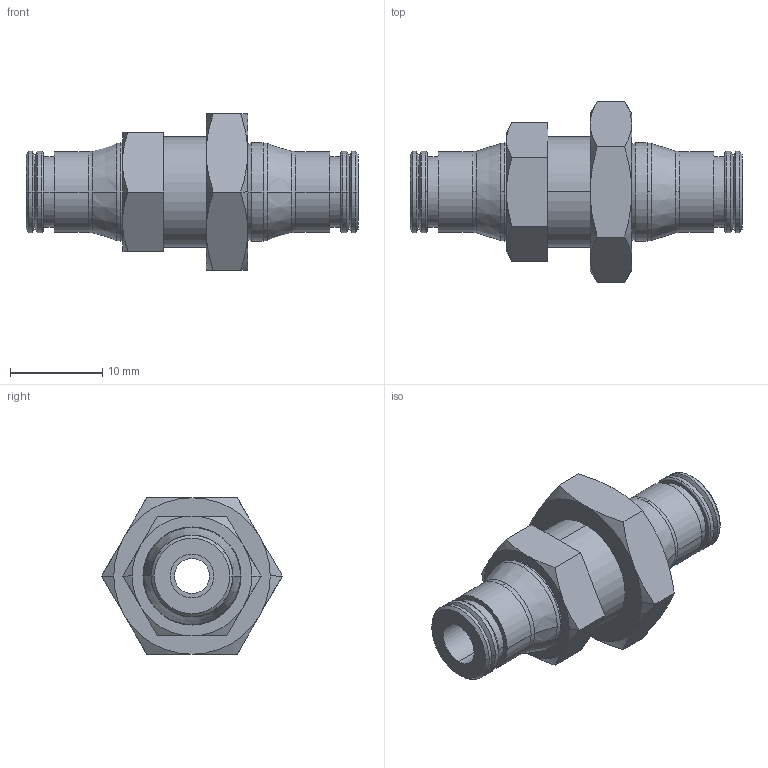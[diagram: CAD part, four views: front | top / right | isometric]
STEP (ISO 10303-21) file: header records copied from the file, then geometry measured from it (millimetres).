
FILE_DESCRIPTION(('STEP AP214'),'1');
FILE_NAME('3816_55_00.stp','2016-07-07T14:27:29',('TraceParts'),('TraceParts S.A.'),'Spatial InterOp 3D',' ',' ');
FILE_SCHEMA(('automotive_design'));
Length unit declared in the file: millimetre
Products named in the file (2): 1; 2
Bounding box: 36.07 x 19.63 x 17 mm (x, y, z)
Volume: 3266.8 mm3; surface area: 2669.5 mm2
Topology: 2 solids, 2 shells, 114 faces, 260 edges, 158 vertices
Faces by surface type: cone 48, cylinder 30, plane 24, torus 12
Entity records: 3296 total; most frequent: CARTESIAN_POINT 678, DIRECTION 602, ORIENTED_EDGE 520, AXIS2_PLACEMENT_3D 262, EDGE_CURVE 260, VERTEX_POINT 158, CIRCLE 146, EDGE_LOOP 126
